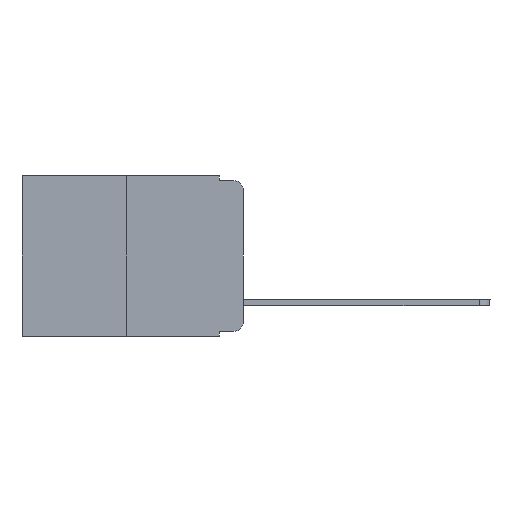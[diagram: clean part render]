
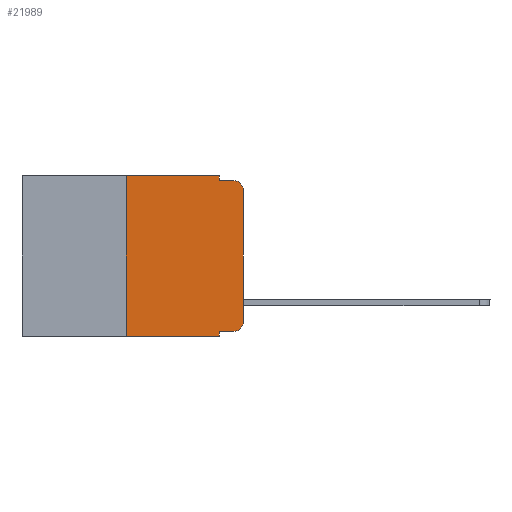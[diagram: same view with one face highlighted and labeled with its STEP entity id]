
A CAD part, left-side view. The second image highlights one B-rep face of the part: STEP entity #21989.
In plain terms, the highlighted planar face has unit normal (-1, 0, 0).
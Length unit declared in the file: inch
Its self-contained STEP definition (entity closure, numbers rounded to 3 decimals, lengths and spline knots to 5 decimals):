
#83 = CARTESIAN_POINT ( 'NONE',  ( 0., 0.051, -0.343 ) ) ;
#359 = VECTOR ( 'NONE', #5955, 39.37008 ) ;
#530 = DIRECTION ( 'NONE',  ( 0., 0., -1. ) ) ;
#963 = VERTEX_POINT ( 'NONE', #20504 ) ;
#1134 = EDGE_LOOP ( 'NONE', ( #12641, #6028, #2313, #3906, #2760, #12649, #17066, #12601, #8976, #12515 ) ) ;
#1299 = CARTESIAN_POINT ( 'NONE',  ( 0., 0.473, -0.343 ) ) ;
#1397 = DIRECTION ( 'NONE',  ( -1., 0., 0. ) ) ;
#1610 = DIRECTION ( 'NONE',  ( 0., -1., 0. ) ) ;
#2271 = CARTESIAN_POINT ( 'NONE',  ( 0., 0.25, -0.343 ) ) ;
#2313 = ORIENTED_EDGE ( 'NONE', *, *, #7977, .F. ) ;
#2615 = VERTEX_POINT ( 'NONE', #14655 ) ;
#2760 = ORIENTED_EDGE ( 'NONE', *, *, #10861, .F. ) ;
#3437 = CIRCLE ( 'NONE', #4576, 0.02 ) ;
#3906 = ORIENTED_EDGE ( 'NONE', *, *, #15038, .F. ) ;
#4329 = VERTEX_POINT ( 'NONE', #12600 ) ;
#4356 = VERTEX_POINT ( 'NONE', #6066 ) ;
#4480 = LINE ( 'NONE', #18996, #7406 ) ;
#4576 = AXIS2_PLACEMENT_3D ( 'NONE', #17695, #1397, #15908 ) ;
#4606 = LINE ( 'NONE', #11949, #10962 ) ;
#4935 = CARTESIAN_POINT ( 'NONE',  ( 0., 0.051, -0.333 ) ) ;
#5544 = VECTOR ( 'NONE', #21367, 39.37008 ) ;
#5585 = LINE ( 'NONE', #18313, #10951 ) ;
#5955 = DIRECTION ( 'NONE',  ( 0., -1., 0. ) ) ;
#6028 = ORIENTED_EDGE ( 'NONE', *, *, #22676, .T. ) ;
#6066 = CARTESIAN_POINT ( 'NONE',  ( 0., 0.051, -0.01 ) ) ;
#6481 = EDGE_CURVE ( 'NONE', #11591, #2615, #17920, .T. ) ;
#6762 = LINE ( 'NONE', #1299, #7567 ) ;
#7406 = VECTOR ( 'NONE', #16979, 39.37008 ) ;
#7567 = VECTOR ( 'NONE', #17841, 39.37008 ) ;
#7977 = EDGE_CURVE ( 'NONE', #4356, #13904, #15511, .T. ) ;
#8005 = CARTESIAN_POINT ( 'NONE',  ( 0., 0.473, 0. ) ) ;
#8138 = DIRECTION ( 'NONE',  ( 0., -1., 0. ) ) ;
#8739 = AXIS2_PLACEMENT_3D ( 'NONE', #17658, #12523, #19809 ) ;
#8976 = ORIENTED_EDGE ( 'NONE', *, *, #16174, .T. ) ;
#9589 = VERTEX_POINT ( 'NONE', #14636 ) ;
#10260 = EDGE_CURVE ( 'NONE', #14436, #9589, #4606, .T. ) ;
#10861 = EDGE_CURVE ( 'NONE', #9589, #21074, #16903, .T. ) ;
#10951 = VECTOR ( 'NONE', #14613, 39.37008 ) ;
#10962 = VECTOR ( 'NONE', #15542, 39.37008 ) ;
#11143 = EDGE_CURVE ( 'NONE', #14436, #15279, #6762, .T. ) ;
#11591 = VERTEX_POINT ( 'NONE', #21371 ) ;
#11949 = CARTESIAN_POINT ( 'NONE',  ( 0., 0.25, 0. ) ) ;
#12113 = EDGE_CURVE ( 'NONE', #963, #11591, #12531, .T. ) ;
#12515 = ORIENTED_EDGE ( 'NONE', *, *, #12113, .T. ) ;
#12523 = DIRECTION ( 'NONE',  ( -1., 0., 0. ) ) ;
#12531 = CIRCLE ( 'NONE', #8739, 0.02 ) ;
#12600 = CARTESIAN_POINT ( 'NONE',  ( 0., 0.051, -0.333 ) ) ;
#12601 = ORIENTED_EDGE ( 'NONE', *, *, #21029, .F. ) ;
#12641 = ORIENTED_EDGE ( 'NONE', *, *, #6481, .T. ) ;
#12649 = ORIENTED_EDGE ( 'NONE', *, *, #10260, .F. ) ;
#12876 = AXIS2_PLACEMENT_3D ( 'NONE', #8005, #20728, #530 ) ;
#13708 = CARTESIAN_POINT ( 'NONE',  ( 0., 0.02, -0.01 ) ) ;
#13904 = VERTEX_POINT ( 'NONE', #13708 ) ;
#14436 = VERTEX_POINT ( 'NONE', #2271 ) ;
#14613 = DIRECTION ( 'NONE',  ( 0., 0., -1. ) ) ;
#14636 = CARTESIAN_POINT ( 'NONE',  ( 0., 0.25, 0. ) ) ;
#14655 = CARTESIAN_POINT ( 'NONE',  ( 0., 0., -0.03 ) ) ;
#14995 = CARTESIAN_POINT ( 'NONE',  ( 0., 0.473, 0. ) ) ;
#15038 = EDGE_CURVE ( 'NONE', #21074, #4356, #4480, .T. ) ;
#15279 = VERTEX_POINT ( 'NONE', #83 ) ;
#15511 = LINE ( 'NONE', #19205, #16236 ) ;
#15542 = DIRECTION ( 'NONE',  ( 0., 0., 1. ) ) ;
#15757 = VECTOR ( 'NONE', #1610, 39.37008 ) ;
#15908 = DIRECTION ( 'NONE',  ( 0., 0., -1. ) ) ;
#16174 = EDGE_CURVE ( 'NONE', #4329, #963, #16231, .T. ) ;
#16231 = LINE ( 'NONE', #4935, #15757 ) ;
#16236 = VECTOR ( 'NONE', #8138, 39.37008 ) ;
#16765 = CARTESIAN_POINT ( 'NONE',  ( 0., 0.051, 0. ) ) ;
#16903 = LINE ( 'NONE', #14995, #359 ) ;
#16979 = DIRECTION ( 'NONE',  ( 0., 0., -1. ) ) ;
#17066 = ORIENTED_EDGE ( 'NONE', *, *, #11143, .T. ) ;
#17176 = FACE_OUTER_BOUND ( 'NONE', #1134, .T. ) ;
#17658 = CARTESIAN_POINT ( 'NONE',  ( 0., 0.02, -0.313 ) ) ;
#17695 = CARTESIAN_POINT ( 'NONE',  ( 0., 0.02, -0.03 ) ) ;
#17841 = DIRECTION ( 'NONE',  ( 0., -1., 0. ) ) ;
#17920 = LINE ( 'NONE', #21606, #5544 ) ;
#18313 = CARTESIAN_POINT ( 'NONE',  ( 0., 0.051, 0. ) ) ;
#18996 = CARTESIAN_POINT ( 'NONE',  ( 0., 0.051, 0. ) ) ;
#19205 = CARTESIAN_POINT ( 'NONE',  ( 0., 0.051, -0.01 ) ) ;
#19809 = DIRECTION ( 'NONE',  ( 0., 0., -1. ) ) ;
#20386 = PLANE ( 'NONE',  #12876 ) ;
#20504 = CARTESIAN_POINT ( 'NONE',  ( 0., 0.02, -0.333 ) ) ;
#20728 = DIRECTION ( 'NONE',  ( 1., 0., 0. ) ) ;
#21029 = EDGE_CURVE ( 'NONE', #4329, #15279, #5585, .T. ) ;
#21074 = VERTEX_POINT ( 'NONE', #16765 ) ;
#21367 = DIRECTION ( 'NONE',  ( 0., 0., 1. ) ) ;
#21371 = CARTESIAN_POINT ( 'NONE',  ( 0., 0., -0.313 ) ) ;
#21606 = CARTESIAN_POINT ( 'NONE',  ( 0., 0., 0. ) ) ;
#21989 = ADVANCED_FACE ( 'NONE', ( #17176 ), #20386, .F. ) ;
#22676 = EDGE_CURVE ( 'NONE', #2615, #13904, #3437, .T. ) ;
